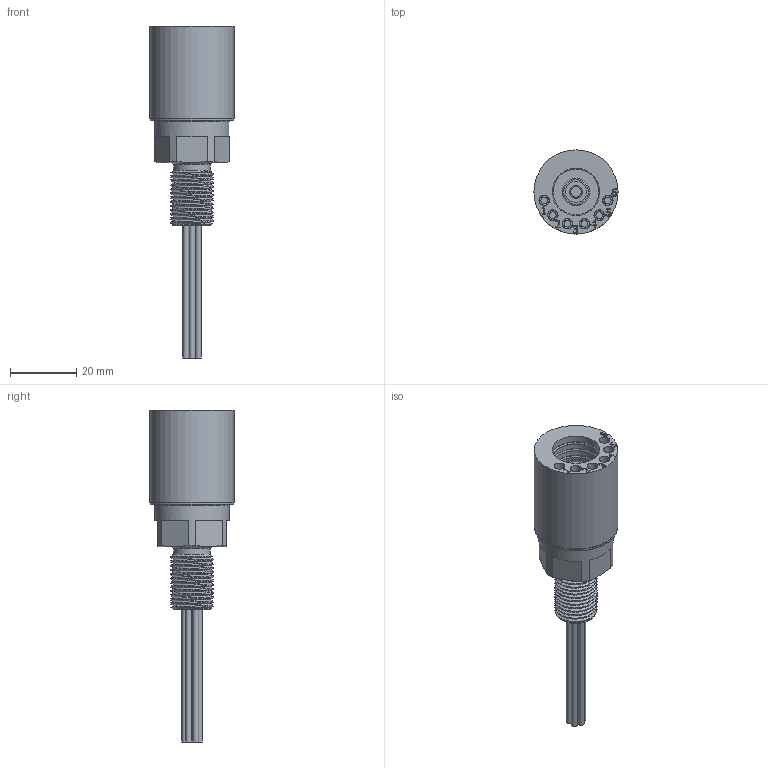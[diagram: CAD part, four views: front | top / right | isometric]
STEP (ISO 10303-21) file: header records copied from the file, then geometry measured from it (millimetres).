
FILE_DESCRIPTION(/* description */ (''),/* implementation_level */ '2;1');
FILE_NAME(/* name */ '75CXBH6F.stp',/* time_stamp */ '2014-11-24T11:51:57+01:00',/* author */ ('sh'),/* organization */ (''),/* preprocessor_version */ 'ST-DEVELOPER v15.2',/* originating_system */ 'Autodesk Inventor 2014',/* authorisation */ '');
FILE_SCHEMA (('AUTOMOTIVE_DESIGN { 1 0 10303 214 3 1 1 }'));
Length unit declared in the file: inch
Products named in the file (1): 75CXBH6F
Bounding box: 25.4 x 25.4 x 100.2 mm (x, y, z)
Volume: 17996.3 mm3; surface area: 18301.7 mm2
Topology: 33 solids, 33 shells, 630 faces, 1535 edges, 1012 vertices
Faces by surface type: plane 284, cylinder 131, torus 89, bspline 69, cone 57
Full cylindrical faces by diameter (mm): 0.381 x2, 0.813 x12, 1.27 x1, 1.321 x6, 1.753 x1, 1.778 x6, 2.032 x6, 2.037 x6, 2.057 x6, 2.54 x1, 2.743 x12, 2.794 x6, 3.175 x18, 3.81 x1, 6.045 x1, 6.452 x2, 7.62 x1, 8.255 x2, 8.915 x1, 10.312 x6, 10.922 x1, 11.1 x1, 11.176 x2, 11.811 x1, 12.065 x2, 14.275 x5, 14.351 x1, 15.875 x1, 17.462 x2, 18.872 x1
Entity records: 21066 total; most frequent: CARTESIAN_POINT 7738, DIRECTION 2632, ORIENTED_EDGE 2482, EDGE_CURVE 1241, AXIS2_PLACEMENT_3D 1088, VERTEX_POINT 936, EDGE_LOOP 917, ADVANCED_FACE 623
